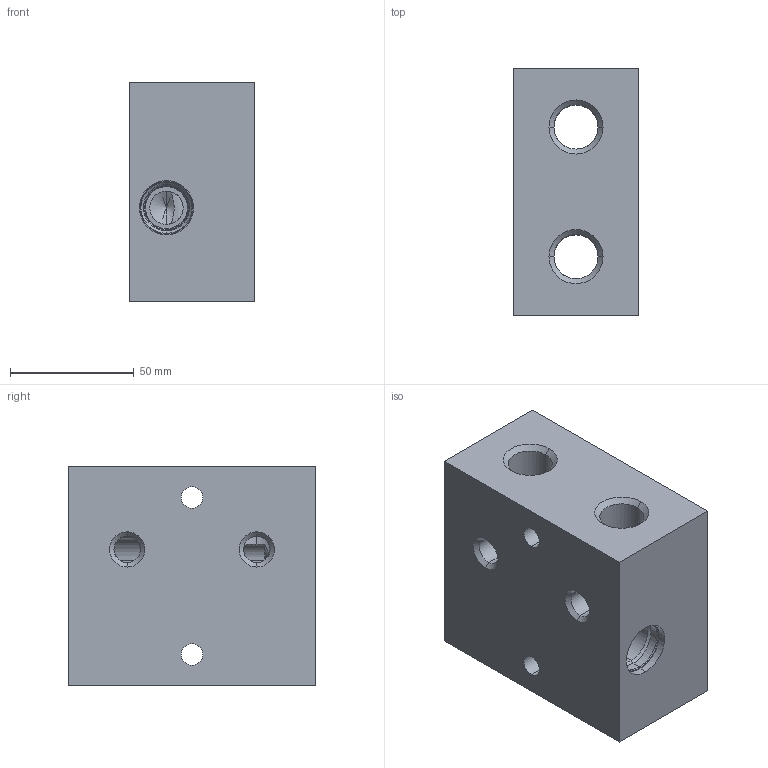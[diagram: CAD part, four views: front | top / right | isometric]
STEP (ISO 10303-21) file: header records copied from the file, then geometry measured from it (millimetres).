
FILE_DESCRIPTION((''),'2;1');
FILE_NAME('VCC_ASM','2020-02-27T',('ProEService'),(''),'PRO/ENGINEER BY PARAMETRIC TECHNOLOGY CORPORATION, 2014200','PRO/ENGINEER BY PARAMETRIC TECHNOLOGY CORPORATION, 2014200','');
FILE_SCHEMA(('CONFIG_CONTROL_DESIGN'));
Length unit declared in the file: inch
Products named in the file (2): 152-932-003; VCC_ASM
Assembly tree (1 placements, depth 2):
  VCC_ASM
    152-932-003
Bounding box: 50.8 x 100.03 x 88.9 mm (x, y, z)
Volume: 366268.2 mm3; surface area: 54680.8 mm2
Topology: 1 solids, 1 shells, 78 faces, 417 edges, 422 vertices
Faces by surface type: cone 32, cylinder 32, plane 10, torus 4
Entity records: 4499 total; most frequent: CARTESIAN_POINT 1368, DIRECTION 658, ORIENTED_EDGE 390, VECTOR 300, LINE 300, TRIMMED_CURVE 218, COMPOSITE_CURVE_SEGMENT 196, EDGE_CURVE 195
